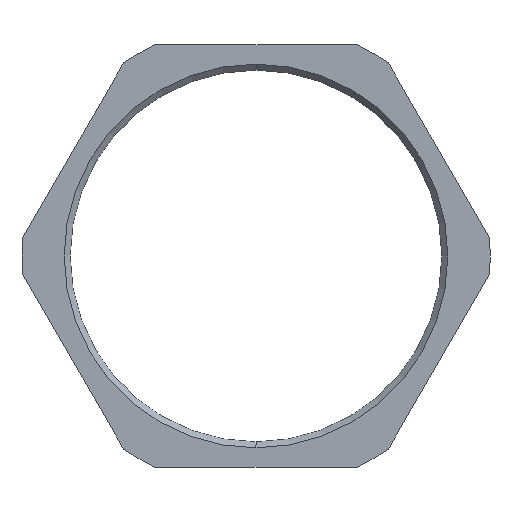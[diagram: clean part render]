
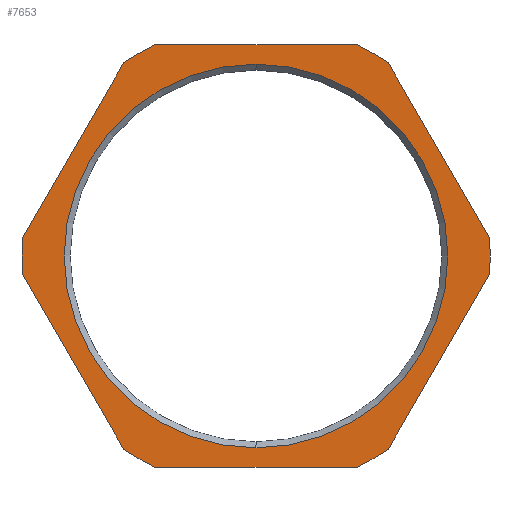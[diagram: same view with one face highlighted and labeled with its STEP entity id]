
A CAD part, left-side view. The second image highlights one B-rep face of the part: STEP entity #7653.
In plain terms, the highlighted planar face has unit normal (-1, 0, 0).
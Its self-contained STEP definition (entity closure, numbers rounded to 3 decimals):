
#16 = DIRECTION ( 'NONE',  ( 0., 0., -1. ) ) ;
#168 = VERTEX_POINT ( 'NONE', #11324 ) ;
#232 = CARTESIAN_POINT ( 'NONE',  ( -6., -21.938, -32.003 ) ) ;
#362 = CARTESIAN_POINT ( 'NONE',  ( -6., 0., 0. ) ) ;
#416 = CARTESIAN_POINT ( 'NONE',  ( -6., 0., -31.8 ) ) ;
#429 = VERTEX_POINT ( 'NONE', #3850 ) ;
#594 = CARTESIAN_POINT ( 'NONE',  ( -6., 21.938, -32.003 ) ) ;
#1067 = LINE ( 'NONE', #10997, #6530 ) ;
#1118 = VERTEX_POINT ( 'NONE', #10944 ) ;
#1141 = CARTESIAN_POINT ( 'NONE',  ( -6., 0., 0. ) ) ;
#1206 = EDGE_CURVE ( 'NONE', #12653, #2424, #13046, .T. ) ;
#1230 = CARTESIAN_POINT ( 'NONE',  ( -6., -38.684, -2.997 ) ) ;
#1247 = ORIENTED_EDGE ( 'NONE', *, *, #11861, .F. ) ;
#1271 = LINE ( 'NONE', #8799, #6736 ) ;
#1413 = DIRECTION ( 'NONE',  ( 0., 0., -1. ) ) ;
#1449 = EDGE_LOOP ( 'NONE', ( #13437, #10226, #6961, #4066, #2405, #1247, #9157, #2890, #7329, #7446, #7784, #4849 ) ) ;
#1842 = CARTESIAN_POINT ( 'NONE',  ( -6., 0., 0. ) ) ;
#2124 = DIRECTION ( 'NONE',  ( 1., 0., 0. ) ) ;
#2145 = DIRECTION ( 'NONE',  ( 1., 0., 0. ) ) ;
#2166 = DIRECTION ( 'NONE',  ( 0., 0., -1. ) ) ;
#2405 = ORIENTED_EDGE ( 'NONE', *, *, #11938, .F. ) ;
#2424 = VERTEX_POINT ( 'NONE', #11751 ) ;
#2472 = DIRECTION ( 'NONE',  ( 1., 0., 0. ) ) ;
#2723 = LINE ( 'NONE', #9462, #10658 ) ;
#2877 = DIRECTION ( 'NONE',  ( 0., 0., -1. ) ) ;
#2890 = ORIENTED_EDGE ( 'NONE', *, *, #9355, .F. ) ;
#2986 = DIRECTION ( 'NONE',  ( 1., 0., 0. ) ) ;
#3210 = AXIS2_PLACEMENT_3D ( 'NONE', #8323, #2124, #9357 ) ;
#3241 = AXIS2_PLACEMENT_3D ( 'NONE', #12452, #6187, #16 ) ;
#3365 = VERTEX_POINT ( 'NONE', #5899 ) ;
#3432 = CARTESIAN_POINT ( 'NONE',  ( -6., 16.746, 35. ) ) ;
#3448 = DIRECTION ( 'NONE',  ( -1., 0., 0. ) ) ;
#3633 = AXIS2_PLACEMENT_3D ( 'NONE', #8659, #2472, #9706 ) ;
#3768 = CARTESIAN_POINT ( 'NONE',  ( -6., -20.207, -35. ) ) ;
#3850 = CARTESIAN_POINT ( 'NONE',  ( -6., 16.746, -35. ) ) ;
#4066 = ORIENTED_EDGE ( 'NONE', *, *, #12708, .F. ) ;
#4078 = EDGE_CURVE ( 'NONE', #6470, #9410, #7917, .T. ) ;
#4091 = EDGE_CURVE ( 'NONE', #3365, #11897, #12810, .T. ) ;
#4225 = EDGE_LOOP ( 'NONE', ( #8907, #5338 ) ) ;
#4288 = VERTEX_POINT ( 'NONE', #9780 ) ;
#4307 = DIRECTION ( 'NONE',  ( 0., 0.5, 0.866 ) ) ;
#4452 = CIRCLE ( 'NONE', #3241, 38.8 ) ;
#4586 = AXIS2_PLACEMENT_3D ( 'NONE', #1141, #8367, #2166 ) ;
#4849 = ORIENTED_EDGE ( 'NONE', *, *, #6088, .F. ) ;
#5138 = AXIS2_PLACEMENT_3D ( 'NONE', #8338, #2145, #9384 ) ;
#5260 = VECTOR ( 'NONE', #9807, 1000. ) ;
#5338 = ORIENTED_EDGE ( 'NONE', *, *, #4078, .T. ) ;
#5452 = PLANE ( 'NONE',  #9667 ) ;
#5544 = VERTEX_POINT ( 'NONE', #594 ) ;
#5565 = CIRCLE ( 'NONE', #6407, 38.8 ) ;
#5753 = FACE_OUTER_BOUND ( 'NONE', #1449, .T. ) ;
#5899 = CARTESIAN_POINT ( 'NONE',  ( -6., -38.684, 2.997 ) ) ;
#6088 = EDGE_CURVE ( 'NONE', #2424, #429, #6935, .T. ) ;
#6187 = DIRECTION ( 'NONE',  ( 1., 0., 0. ) ) ;
#6262 = CIRCLE ( 'NONE', #3633, 31.8 ) ;
#6351 = AXIS2_PLACEMENT_3D ( 'NONE', #9172, #2986, #10227 ) ;
#6407 = AXIS2_PLACEMENT_3D ( 'NONE', #362, #7622, #1413 ) ;
#6470 = VERTEX_POINT ( 'NONE', #416 ) ;
#6530 = VECTOR ( 'NONE', #9948, 1000. ) ;
#6736 = VECTOR ( 'NONE', #11916, 1000. ) ;
#6868 = VECTOR ( 'NONE', #10511, 1000. ) ;
#6898 = EDGE_CURVE ( 'NONE', #11897, #12653, #1271, .T. ) ;
#6935 = LINE ( 'NONE', #3768, #9712 ) ;
#6961 = ORIENTED_EDGE ( 'NONE', *, *, #4091, .F. ) ;
#7024 = EDGE_CURVE ( 'NONE', #429, #5544, #8554, .T. ) ;
#7119 = EDGE_CURVE ( 'NONE', #5544, #1118, #2723, .T. ) ;
#7329 = ORIENTED_EDGE ( 'NONE', *, *, #7891, .F. ) ;
#7446 = ORIENTED_EDGE ( 'NONE', *, *, #7119, .F. ) ;
#7622 = DIRECTION ( 'NONE',  ( 1., 0., 0. ) ) ;
#7653 = ADVANCED_FACE ( 'NONE', ( #10979, #5753 ), #5452, .T. ) ;
#7704 = VERTEX_POINT ( 'NONE', #10774 ) ;
#7784 = ORIENTED_EDGE ( 'NONE', *, *, #7024, .F. ) ;
#7891 = EDGE_CURVE ( 'NONE', #1118, #4288, #9013, .T. ) ;
#7917 = CIRCLE ( 'NONE', #3210, 31.8 ) ;
#8120 = VERTEX_POINT ( 'NONE', #3432 ) ;
#8323 = CARTESIAN_POINT ( 'NONE',  ( -6., 0., 0. ) ) ;
#8338 = CARTESIAN_POINT ( 'NONE',  ( -6., 0., 0. ) ) ;
#8367 = DIRECTION ( 'NONE',  ( 1., 0., 0. ) ) ;
#8499 = CARTESIAN_POINT ( 'NONE',  ( -6., 38.8, 0. ) ) ;
#8554 = CIRCLE ( 'NONE', #5138, 38.8 ) ;
#8659 = CARTESIAN_POINT ( 'NONE',  ( -6., 0., 0. ) ) ;
#8799 = CARTESIAN_POINT ( 'NONE',  ( -6., -40.415, 0. ) ) ;
#8907 = ORIENTED_EDGE ( 'NONE', *, *, #9773, .T. ) ;
#9013 = CIRCLE ( 'NONE', #6351, 38.8 ) ;
#9082 = DIRECTION ( 'NONE',  ( 1., 0., 0. ) ) ;
#9157 = ORIENTED_EDGE ( 'NONE', *, *, #11772, .F. ) ;
#9172 = CARTESIAN_POINT ( 'NONE',  ( -6., 0., 0. ) ) ;
#9305 = LINE ( 'NONE', #11582, #6868 ) ;
#9355 = EDGE_CURVE ( 'NONE', #4288, #7704, #10459, .T. ) ;
#9357 = DIRECTION ( 'NONE',  ( 0., 0., -1. ) ) ;
#9384 = DIRECTION ( 'NONE',  ( 0., 0., -1. ) ) ;
#9410 = VERTEX_POINT ( 'NONE', #12023 ) ;
#9462 = CARTESIAN_POINT ( 'NONE',  ( -6., 20.207, -35. ) ) ;
#9667 = AXIS2_PLACEMENT_3D ( 'NONE', #8499, #3448, #10689 ) ;
#9706 = DIRECTION ( 'NONE',  ( 0., 0., -1. ) ) ;
#9712 = VECTOR ( 'NONE', #9958, 1000. ) ;
#9773 = EDGE_CURVE ( 'NONE', #9410, #6470, #6262, .T. ) ;
#9780 = CARTESIAN_POINT ( 'NONE',  ( -6., 38.684, 2.997 ) ) ;
#9807 = DIRECTION ( 'NONE',  ( 0., -0.5, 0.866 ) ) ;
#9948 = DIRECTION ( 'NONE',  ( 0., -0.5, -0.866 ) ) ;
#9958 = DIRECTION ( 'NONE',  ( 0., 1., 0. ) ) ;
#10226 = ORIENTED_EDGE ( 'NONE', *, *, #6898, .F. ) ;
#10227 = DIRECTION ( 'NONE',  ( 0., 0., -1. ) ) ;
#10459 = LINE ( 'NONE', #11965, #5260 ) ;
#10511 = DIRECTION ( 'NONE',  ( 0., -1., 0. ) ) ;
#10658 = VECTOR ( 'NONE', #4307, 1000. ) ;
#10689 = DIRECTION ( 'NONE',  ( 0., 0., 1. ) ) ;
#10774 = CARTESIAN_POINT ( 'NONE',  ( -6., 21.938, 32.003 ) ) ;
#10944 = CARTESIAN_POINT ( 'NONE',  ( -6., 38.684, -2.997 ) ) ;
#10979 = FACE_BOUND ( 'NONE', #4225, .T. ) ;
#10997 = CARTESIAN_POINT ( 'NONE',  ( -6., -20.207, 35. ) ) ;
#11324 = CARTESIAN_POINT ( 'NONE',  ( -6., -21.938, 32.003 ) ) ;
#11582 = CARTESIAN_POINT ( 'NONE',  ( -6., 20.207, 35. ) ) ;
#11751 = CARTESIAN_POINT ( 'NONE',  ( -6., -16.746, -35. ) ) ;
#11772 = EDGE_CURVE ( 'NONE', #7704, #8120, #4452, .T. ) ;
#11803 = VERTEX_POINT ( 'NONE', #12502 ) ;
#11861 = EDGE_CURVE ( 'NONE', #8120, #11803, #9305, .T. ) ;
#11897 = VERTEX_POINT ( 'NONE', #1230 ) ;
#11916 = DIRECTION ( 'NONE',  ( 0., 0.5, -0.866 ) ) ;
#11938 = EDGE_CURVE ( 'NONE', #11803, #168, #5565, .T. ) ;
#11965 = CARTESIAN_POINT ( 'NONE',  ( -6., 40.415, 0. ) ) ;
#12023 = CARTESIAN_POINT ( 'NONE',  ( -6., 0., 31.8 ) ) ;
#12452 = CARTESIAN_POINT ( 'NONE',  ( -6., 0., 0. ) ) ;
#12502 = CARTESIAN_POINT ( 'NONE',  ( -6., -16.746, 35. ) ) ;
#12616 = AXIS2_PLACEMENT_3D ( 'NONE', #1842, #9082, #2877 ) ;
#12653 = VERTEX_POINT ( 'NONE', #232 ) ;
#12708 = EDGE_CURVE ( 'NONE', #168, #3365, #1067, .T. ) ;
#12810 = CIRCLE ( 'NONE', #4586, 38.8 ) ;
#13046 = CIRCLE ( 'NONE', #12616, 38.8 ) ;
#13437 = ORIENTED_EDGE ( 'NONE', *, *, #1206, .F. ) ;
